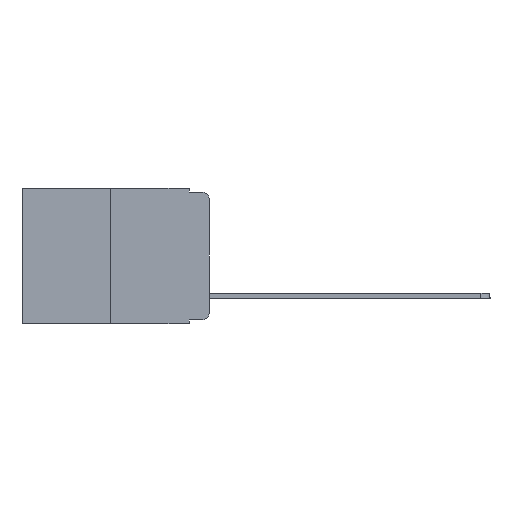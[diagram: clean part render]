
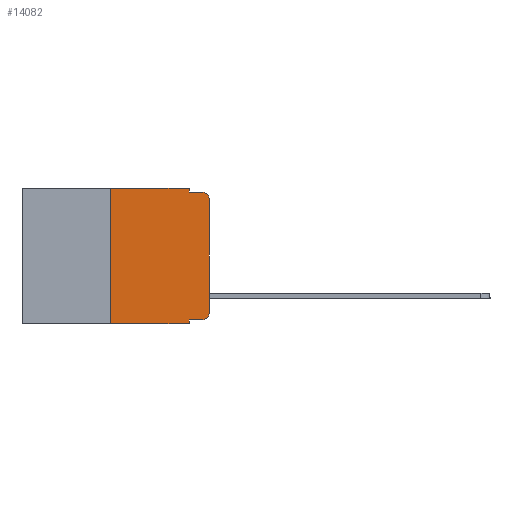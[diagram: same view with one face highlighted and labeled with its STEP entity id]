
A CAD part, left-side view. The second image highlights one B-rep face of the part: STEP entity #14082.
In plain terms, the highlighted planar face has unit normal (-1, 0, 0).
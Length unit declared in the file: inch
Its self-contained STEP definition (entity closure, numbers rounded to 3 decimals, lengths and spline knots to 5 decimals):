
#50 = CARTESIAN_POINT ( 'NONE',  ( 0., 0.25, -0.343 ) ) ;
#334 = DIRECTION ( 'NONE',  ( 0., -1., 0. ) ) ;
#377 = AXIS2_PLACEMENT_3D ( 'NONE', #20791, #6162, #19277 ) ;
#556 = LINE ( 'NONE', #7151, #2700 ) ;
#1141 = CARTESIAN_POINT ( 'NONE',  ( 0., 0.02, -0.313 ) ) ;
#1404 = VECTOR ( 'NONE', #11126, 39.37008 ) ;
#1458 = DIRECTION ( 'NONE',  ( 0., 0., -1. ) ) ;
#2561 = EDGE_CURVE ( 'NONE', #13358, #11564, #4067, .T. ) ;
#2700 = VECTOR ( 'NONE', #13734, 39.37008 ) ;
#2939 = ORIENTED_EDGE ( 'NONE', *, *, #20762, .F. ) ;
#3135 = LINE ( 'NONE', #3733, #12322 ) ;
#3435 = ORIENTED_EDGE ( 'NONE', *, *, #6615, .F. ) ;
#3733 = CARTESIAN_POINT ( 'NONE',  ( 0., 0., 0. ) ) ;
#4067 = CIRCLE ( 'NONE', #4753, 0.02 ) ;
#4668 = DIRECTION ( 'NONE',  ( 0., 0., -1. ) ) ;
#4717 = VERTEX_POINT ( 'NONE', #17832 ) ;
#4729 = VERTEX_POINT ( 'NONE', #6325 ) ;
#4753 = AXIS2_PLACEMENT_3D ( 'NONE', #5991, #12456, #9213 ) ;
#4809 = DIRECTION ( 'NONE',  ( 0., -1., 0. ) ) ;
#5457 = AXIS2_PLACEMENT_3D ( 'NONE', #1141, #10958, #1458 ) ;
#5619 = LINE ( 'NONE', #17149, #12826 ) ;
#5640 = CARTESIAN_POINT ( 'NONE',  ( 0., 0., -0.03 ) ) ;
#5796 = CARTESIAN_POINT ( 'NONE',  ( 0., 0.051, -0.01 ) ) ;
#5917 = VERTEX_POINT ( 'NONE', #19551 ) ;
#5983 = LINE ( 'NONE', #14177, #12705 ) ;
#5991 = CARTESIAN_POINT ( 'NONE',  ( 0., 0.02, -0.03 ) ) ;
#6107 = ORIENTED_EDGE ( 'NONE', *, *, #2561, .T. ) ;
#6162 = DIRECTION ( 'NONE',  ( 1., 0., 0. ) ) ;
#6325 = CARTESIAN_POINT ( 'NONE',  ( 0., 0.051, -0.343 ) ) ;
#6407 = LINE ( 'NONE', #9648, #17269 ) ;
#6615 = EDGE_CURVE ( 'NONE', #8275, #10974, #7463, .T. ) ;
#6624 = DIRECTION ( 'NONE',  ( 0., 0., -1. ) ) ;
#6637 = ORIENTED_EDGE ( 'NONE', *, *, #9787, .F. ) ;
#7151 = CARTESIAN_POINT ( 'NONE',  ( 0., 0.473, 0. ) ) ;
#7225 = ORIENTED_EDGE ( 'NONE', *, *, #15133, .T. ) ;
#7463 = LINE ( 'NONE', #14033, #1404 ) ;
#7670 = FACE_OUTER_BOUND ( 'NONE', #18434, .T. ) ;
#7824 = LINE ( 'NONE', #17513, #16075 ) ;
#7907 = VERTEX_POINT ( 'NONE', #13243 ) ;
#8129 = EDGE_CURVE ( 'NONE', #7907, #12386, #7824, .T. ) ;
#8275 = VERTEX_POINT ( 'NONE', #50 ) ;
#8365 = ORIENTED_EDGE ( 'NONE', *, *, #18459, .F. ) ;
#8533 = ORIENTED_EDGE ( 'NONE', *, *, #8129, .T. ) ;
#9125 = EDGE_CURVE ( 'NONE', #4717, #13358, #3135, .T. ) ;
#9213 = DIRECTION ( 'NONE',  ( 0., 0., -1. ) ) ;
#9417 = EDGE_CURVE ( 'NONE', #12386, #4717, #15102, .T. ) ;
#9648 = CARTESIAN_POINT ( 'NONE',  ( 0., 0.051, 0. ) ) ;
#9787 = EDGE_CURVE ( 'NONE', #16283, #5917, #5983, .T. ) ;
#10958 = DIRECTION ( 'NONE',  ( -1., 0., 0. ) ) ;
#10974 = VERTEX_POINT ( 'NONE', #15610 ) ;
#11126 = DIRECTION ( 'NONE',  ( 0., 0., 1. ) ) ;
#11564 = VERTEX_POINT ( 'NONE', #13075 ) ;
#12322 = VECTOR ( 'NONE', #21231, 39.37008 ) ;
#12386 = VERTEX_POINT ( 'NONE', #12972 ) ;
#12456 = DIRECTION ( 'NONE',  ( -1., 0., 0. ) ) ;
#12705 = VECTOR ( 'NONE', #4668, 39.37008 ) ;
#12826 = VECTOR ( 'NONE', #334, 39.37008 ) ;
#12972 = CARTESIAN_POINT ( 'NONE',  ( 0., 0.02, -0.333 ) ) ;
#13075 = CARTESIAN_POINT ( 'NONE',  ( 0., 0.02, -0.01 ) ) ;
#13243 = CARTESIAN_POINT ( 'NONE',  ( 0., 0.051, -0.333 ) ) ;
#13358 = VERTEX_POINT ( 'NONE', #5640 ) ;
#13578 = VECTOR ( 'NONE', #19119, 39.37008 ) ;
#13734 = DIRECTION ( 'NONE',  ( 0., -1., 0. ) ) ;
#14033 = CARTESIAN_POINT ( 'NONE',  ( 0., 0.25, 0. ) ) ;
#14082 = ADVANCED_FACE ( 'NONE', ( #7670 ), #14246, .F. ) ;
#14177 = CARTESIAN_POINT ( 'NONE',  ( 0., 0.051, 0. ) ) ;
#14246 = PLANE ( 'NONE',  #377 ) ;
#15102 = CIRCLE ( 'NONE', #5457, 0.02 ) ;
#15133 = EDGE_CURVE ( 'NONE', #8275, #4729, #5619, .T. ) ;
#15517 = LINE ( 'NONE', #5796, #13578 ) ;
#15557 = CARTESIAN_POINT ( 'NONE',  ( 0., 0.051, 0. ) ) ;
#15610 = CARTESIAN_POINT ( 'NONE',  ( 0., 0.25, 0. ) ) ;
#15963 = EDGE_CURVE ( 'NONE', #7907, #4729, #6407, .T. ) ;
#16075 = VECTOR ( 'NONE', #4809, 39.37008 ) ;
#16283 = VERTEX_POINT ( 'NONE', #15557 ) ;
#17149 = CARTESIAN_POINT ( 'NONE',  ( 0., 0.473, -0.343 ) ) ;
#17269 = VECTOR ( 'NONE', #6624, 39.37008 ) ;
#17513 = CARTESIAN_POINT ( 'NONE',  ( 0., 0.051, -0.333 ) ) ;
#17832 = CARTESIAN_POINT ( 'NONE',  ( 0., 0., -0.313 ) ) ;
#18434 = EDGE_LOOP ( 'NONE', ( #18524, #6107, #8365, #6637, #2939, #3435, #7225, #20325, #8533, #19987 ) ) ;
#18459 = EDGE_CURVE ( 'NONE', #5917, #11564, #15517, .T. ) ;
#18524 = ORIENTED_EDGE ( 'NONE', *, *, #9125, .T. ) ;
#19119 = DIRECTION ( 'NONE',  ( 0., -1., 0. ) ) ;
#19277 = DIRECTION ( 'NONE',  ( 0., 0., -1. ) ) ;
#19551 = CARTESIAN_POINT ( 'NONE',  ( 0., 0.051, -0.01 ) ) ;
#19987 = ORIENTED_EDGE ( 'NONE', *, *, #9417, .T. ) ;
#20325 = ORIENTED_EDGE ( 'NONE', *, *, #15963, .F. ) ;
#20762 = EDGE_CURVE ( 'NONE', #10974, #16283, #556, .T. ) ;
#20791 = CARTESIAN_POINT ( 'NONE',  ( 0., 0.473, 0. ) ) ;
#21231 = DIRECTION ( 'NONE',  ( 0., 0., 1. ) ) ;
